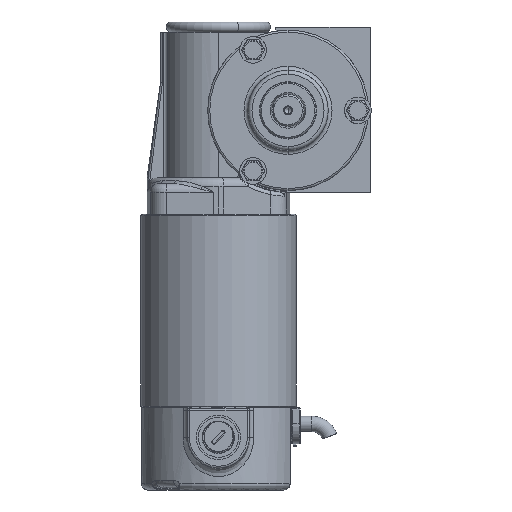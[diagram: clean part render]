
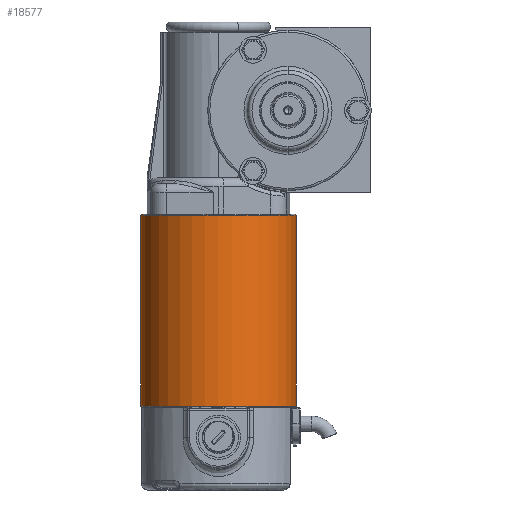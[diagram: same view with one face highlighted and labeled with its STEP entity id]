
A CAD part, left-side view. The second image highlights one B-rep face of the part: STEP entity #18577.
In plain terms, the highlighted cylindrical face has radius 30.671 mm (diameter 61.341 mm), a partial arc.
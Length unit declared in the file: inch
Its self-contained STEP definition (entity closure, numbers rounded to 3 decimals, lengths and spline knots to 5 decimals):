
#6237 = EDGE_CURVE ( 'NONE', #38432, #38431, #7615, .T. ) ;
#6249 = EDGE_CURVE ( 'NONE', #38431, #38428, #7584, .T. ) ;
#6298 = EDGE_CURVE ( 'NONE', #38433, #38428, #7499, .T. ) ;
#6300 = EDGE_CURVE ( 'NONE', #38432, #38433, #7476, .T. ) ;
#6898 = CYLINDRICAL_SURFACE ( 'NONE', #36783, 1.2075 ) ;
#6902 = FACE_OUTER_BOUND ( 'NONE', #16185, .T. ) ;
#7476 = CIRCLE ( 'NONE', #34580, 1.2075 ) ;
#7485 = VECTOR ( 'NONE', #23136, 39.37008 ) ;
#7499 = LINE ( 'NONE', #23138, #7485 ) ;
#7584 = CIRCLE ( 'NONE', #34559, 1.2075 ) ;
#7611 = VECTOR ( 'NONE', #29564, 39.37008 ) ;
#7615 = LINE ( 'NONE', #29558, #7611 ) ;
#16185 = EDGE_LOOP ( 'NONE', ( #34695, #34700, #34707, #34631 ) ) ;
#18577 = ADVANCED_FACE ( 'NONE', ( #6902 ), #6898, .T. ) ;
#23130 = DIRECTION ( 'NONE',  ( 0., 1., 0. ) ) ;
#23131 = DIRECTION ( 'NONE',  ( 0., 0., -1. ) ) ;
#23132 = CARTESIAN_POINT ( 'NONE',  ( 0., 0., -0.015 ) ) ;
#23136 = DIRECTION ( 'NONE',  ( 0., 0., -1. ) ) ;
#23138 = CARTESIAN_POINT ( 'NONE',  ( 0., 1.2075, -3. ) ) ;
#29518 = DIRECTION ( 'NONE',  ( 0., 1., 0. ) ) ;
#29519 = DIRECTION ( 'NONE',  ( 0., 0., -1. ) ) ;
#29521 = CARTESIAN_POINT ( 'NONE',  ( 0., 0., -2.985 ) ) ;
#29558 = CARTESIAN_POINT ( 'NONE',  ( 0., -1.2075, -3. ) ) ;
#29564 = DIRECTION ( 'NONE',  ( 0., 0., -1. ) ) ;
#34559 = AXIS2_PLACEMENT_3D ( 'NONE', #29521, #29519, #29518 ) ;
#34580 = AXIS2_PLACEMENT_3D ( 'NONE', #23132, #23131, #23130 ) ;
#34631 = ORIENTED_EDGE ( 'NONE', *, *, #6249, .F. ) ;
#34695 = ORIENTED_EDGE ( 'NONE', *, *, #6237, .F. ) ;
#34700 = ORIENTED_EDGE ( 'NONE', *, *, #6300, .T. ) ;
#34707 = ORIENTED_EDGE ( 'NONE', *, *, #6298, .T. ) ;
#35778 = CARTESIAN_POINT ( 'NONE',  ( 0., 1.2075, -2.985 ) ) ;
#35781 = CARTESIAN_POINT ( 'NONE',  ( 0., -1.2075, -2.985 ) ) ;
#35782 = CARTESIAN_POINT ( 'NONE',  ( 0., -1.2075, -0.015 ) ) ;
#35783 = CARTESIAN_POINT ( 'NONE',  ( 0., 1.2075, -0.015 ) ) ;
#36783 = AXIS2_PLACEMENT_3D ( 'NONE', #41907, #41908, #41917 ) ;
#38428 = VERTEX_POINT ( 'NONE', #35778 ) ;
#38431 = VERTEX_POINT ( 'NONE', #35781 ) ;
#38432 = VERTEX_POINT ( 'NONE', #35782 ) ;
#38433 = VERTEX_POINT ( 'NONE', #35783 ) ;
#41907 = CARTESIAN_POINT ( 'NONE',  ( 0., 0., -3. ) ) ;
#41908 = DIRECTION ( 'NONE',  ( 0., 0., -1. ) ) ;
#41917 = DIRECTION ( 'NONE',  ( 0., 1., 0. ) ) ;
